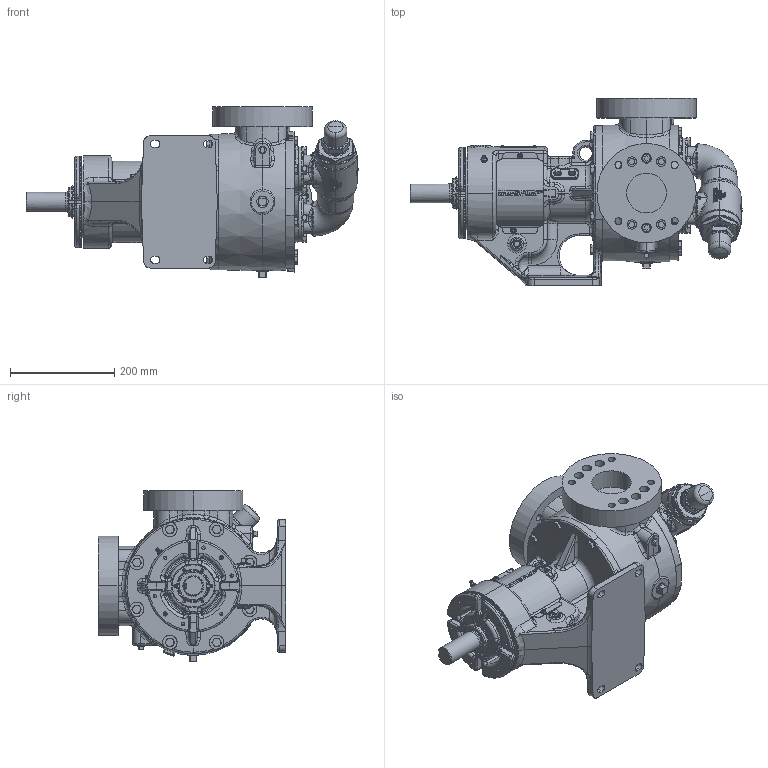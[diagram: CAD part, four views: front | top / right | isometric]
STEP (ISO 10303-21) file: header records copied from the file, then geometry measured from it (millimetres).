
FILE_DESCRIPTION (( 'STEP AP214' ), '1' );
FILE_NAME ('LV-4525.STEP', '2024-04-03T14:37:32', ( '' ), ( '' ), 'SwSTEP 2.0', 'SolidWorks 2022', '' );
FILE_SCHEMA (( 'AUTOMOTIVE_DESIGN' ));
Length unit declared in the file: inch
Products named in the file (1): LV-4525
Bounding box: 637.52 x 360.36 x 327.11 mm (x, y, z)
Volume: 16757888.7 mm3; surface area: 954853.2 mm2
Topology: 1 solids, 5 shells, 5256 faces, 13434 edges, 8333 vertices
Faces by surface type: plane 1688, bspline 1656, cylinder 1032, cone 660, torus 132, sphere 88
Entity records: 307524 total; most frequent: CARTESIAN_POINT 125682, ORIENTED_EDGE 26566, DIRECTION 19231, EDGE_CURVE 13283, VERTEX_POINT 8326, AXIS2_PLACEMENT_3D 7112, EDGE_LOOP 5593, DIMENSIONAL_EXPONENTS 5259
